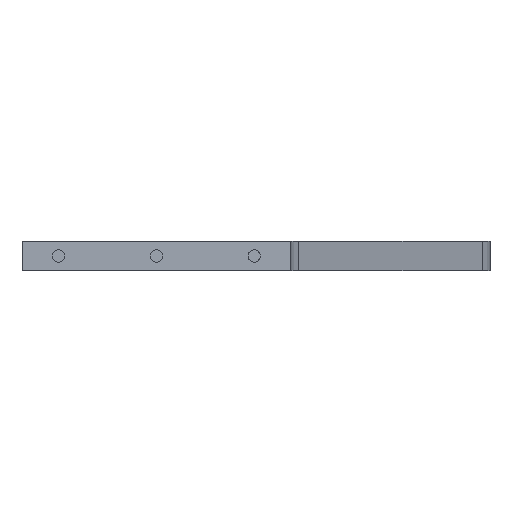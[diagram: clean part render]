
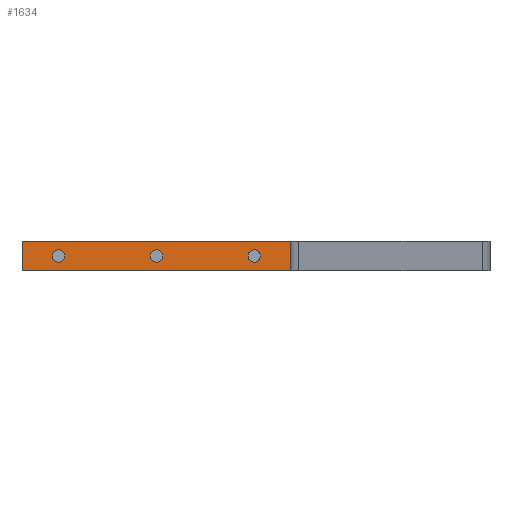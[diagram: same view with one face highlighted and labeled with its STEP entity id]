
A CAD part, front view. The second image highlights one B-rep face of the part: STEP entity #1634.
In plain terms, the highlighted planar face has unit normal (0, -1, 0).
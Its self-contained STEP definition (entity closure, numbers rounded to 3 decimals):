
#340 = EDGE_CURVE ( 'NONE', #1785, #1282, #2395, .T. ) ;
#364 = EDGE_LOOP ( 'NONE', ( #3962, #3963, #3964, #3965 ) ) ;
#518 = EDGE_LOOP ( 'NONE', ( #3960, #3961 ) ) ;
#519 = EDGE_LOOP ( 'NONE', ( #3958, #3959 ) ) ;
#520 = EDGE_LOOP ( 'NONE', ( #3956, #3957 ) ) ;
#750 = EDGE_CURVE ( 'NONE', #825, #827, #2187, .T. ) ;
#825 = VERTEX_POINT ( 'NONE', #5389 ) ;
#827 = VERTEX_POINT ( 'NONE', #5391 ) ;
#1037 = VERTEX_POINT ( 'NONE', #5529 ) ;
#1038 = VERTEX_POINT ( 'NONE', #5530 ) ;
#1041 = VERTEX_POINT ( 'NONE', #5533 ) ;
#1042 = VERTEX_POINT ( 'NONE', #5534 ) ;
#1045 = VERTEX_POINT ( 'NONE', #5537 ) ;
#1046 = VERTEX_POINT ( 'NONE', #5538 ) ;
#1185 = EDGE_CURVE ( 'NONE', #825, #1785, #1841, .T. ) ;
#1187 = EDGE_CURVE ( 'NONE', #1038, #1037, #1843, .T. ) ;
#1188 = EDGE_CURVE ( 'NONE', #1042, #1041, #1836, .T. ) ;
#1189 = EDGE_CURVE ( 'NONE', #1046, #1045, #1845, .T. ) ;
#1190 = EDGE_CURVE ( 'NONE', #827, #1282, #1846, .T. ) ;
#1282 = VERTEX_POINT ( 'NONE', #4817 ) ;
#1634 = ADVANCED_FACE ( 'NONE', ( #3713, #3717, #3715, #3716 ), #4135, .F. ) ;
#1785 = VERTEX_POINT ( 'NONE', #3188 ) ;
#1836 = CIRCLE ( 'NONE', #6074, 2.5 ) ;
#1841 = LINE ( 'NONE', #4728, #1842 ) ;
#1842 = VECTOR ( 'NONE', #4729, 1000. ) ;
#1843 = CIRCLE ( 'NONE', #6073, 2.5 ) ;
#1845 = CIRCLE ( 'NONE', #6075, 2.5 ) ;
#1846 = LINE ( 'NONE', #4739, #1849 ) ;
#1849 = VECTOR ( 'NONE', #4702, 1000. ) ;
#2022 = CARTESIAN_POINT ( 'NONE',  ( 0., 0., 0. ) ) ;
#2027 = DIRECTION ( 'NONE',  ( 1., 0., 0. ) ) ;
#2187 = LINE ( 'NONE', #5267, #2194 ) ;
#2194 = VECTOR ( 'NONE', #5272, 1000. ) ;
#2293 = EDGE_CURVE ( 'NONE', #1037, #1038, #3829, .T. ) ;
#2297 = EDGE_CURVE ( 'NONE', #1041, #1042, #3830, .T. ) ;
#2301 = EDGE_CURVE ( 'NONE', #1045, #1046, #3828, .T. ) ;
#2395 = LINE ( 'NONE', #2022, #2399 ) ;
#2399 = VECTOR ( 'NONE', #2027, 1000. ) ;
#3188 = CARTESIAN_POINT ( 'NONE',  ( 0., 0., 0. ) ) ;
#3216 = CARTESIAN_POINT ( 'NONE',  ( 95., 0., 6. ) ) ;
#3217 = DIRECTION ( 'NONE',  ( 0., -1., 0. ) ) ;
#3218 = DIRECTION ( 'NONE',  ( 0., 0., -1. ) ) ;
#3226 = CARTESIAN_POINT ( 'NONE',  ( 55., 0., 6. ) ) ;
#3227 = DIRECTION ( 'NONE',  ( 0., -1., 0. ) ) ;
#3228 = DIRECTION ( 'NONE',  ( 0., 0., -1. ) ) ;
#3236 = CARTESIAN_POINT ( 'NONE',  ( 15., 0., 6. ) ) ;
#3237 = DIRECTION ( 'NONE',  ( 0., -1., 0. ) ) ;
#3238 = DIRECTION ( 'NONE',  ( 0., 0., -1. ) ) ;
#3517 = AXIS2_PLACEMENT_3D ( 'NONE', #3226, #3227, #3228 ) ;
#3519 = AXIS2_PLACEMENT_3D ( 'NONE', #3236, #3237, #3238 ) ;
#3595 = AXIS2_PLACEMENT_3D ( 'NONE', #4134, #4127, #4136 ) ;
#3654 = AXIS2_PLACEMENT_3D ( 'NONE', #3216, #3217, #3218 ) ;
#3713 = FACE_BOUND ( 'NONE', #520, .T. ) ;
#3715 = FACE_BOUND ( 'NONE', #518, .T. ) ;
#3716 = FACE_OUTER_BOUND ( 'NONE', #364, .T. ) ;
#3717 = FACE_BOUND ( 'NONE', #519, .T. ) ;
#3828 = CIRCLE ( 'NONE', #3519, 2.5 ) ;
#3829 = CIRCLE ( 'NONE', #3654, 2.5 ) ;
#3830 = CIRCLE ( 'NONE', #3517, 2.5 ) ;
#3956 = ORIENTED_EDGE ( 'NONE', *, *, #1187, .F. ) ;
#3957 = ORIENTED_EDGE ( 'NONE', *, *, #2293, .F. ) ;
#3958 = ORIENTED_EDGE ( 'NONE', *, *, #1188, .F. ) ;
#3959 = ORIENTED_EDGE ( 'NONE', *, *, #2297, .F. ) ;
#3960 = ORIENTED_EDGE ( 'NONE', *, *, #1189, .F. ) ;
#3961 = ORIENTED_EDGE ( 'NONE', *, *, #2301, .F. ) ;
#3962 = ORIENTED_EDGE ( 'NONE', *, *, #340, .T. ) ;
#3963 = ORIENTED_EDGE ( 'NONE', *, *, #1190, .F. ) ;
#3964 = ORIENTED_EDGE ( 'NONE', *, *, #750, .F. ) ;
#3965 = ORIENTED_EDGE ( 'NONE', *, *, #1185, .T. ) ;
#4127 = DIRECTION ( 'NONE',  ( 0., 1., 0. ) ) ;
#4134 = CARTESIAN_POINT ( 'NONE',  ( 0., 0., 12. ) ) ;
#4135 = PLANE ( 'NONE',  #3595 ) ;
#4136 = DIRECTION ( 'NONE',  ( 0., 0., 1. ) ) ;
#4702 = DIRECTION ( 'NONE',  ( 0., 0., -1. ) ) ;
#4728 = CARTESIAN_POINT ( 'NONE',  ( 0., 0., 12. ) ) ;
#4729 = DIRECTION ( 'NONE',  ( 0., 0., -1. ) ) ;
#4733 = CARTESIAN_POINT ( 'NONE',  ( 95., 0., 6. ) ) ;
#4734 = DIRECTION ( 'NONE',  ( 0., -1., 0. ) ) ;
#4735 = DIRECTION ( 'NONE',  ( 0., 0., -1. ) ) ;
#4736 = CARTESIAN_POINT ( 'NONE',  ( 55., 0., 6. ) ) ;
#4737 = DIRECTION ( 'NONE',  ( 0., -1., 0. ) ) ;
#4738 = DIRECTION ( 'NONE',  ( 0., 0., -1. ) ) ;
#4739 = CARTESIAN_POINT ( 'NONE',  ( 110., 0., 12. ) ) ;
#4740 = CARTESIAN_POINT ( 'NONE',  ( 15., 0., 6. ) ) ;
#4741 = DIRECTION ( 'NONE',  ( 0., -1., 0. ) ) ;
#4742 = DIRECTION ( 'NONE',  ( 0., 0., -1. ) ) ;
#4817 = CARTESIAN_POINT ( 'NONE',  ( 110., 0., 0. ) ) ;
#5267 = CARTESIAN_POINT ( 'NONE',  ( 0., 0., 12. ) ) ;
#5272 = DIRECTION ( 'NONE',  ( 1., 0., 0. ) ) ;
#5389 = CARTESIAN_POINT ( 'NONE',  ( 0., 0., 12. ) ) ;
#5391 = CARTESIAN_POINT ( 'NONE',  ( 110., 0., 12. ) ) ;
#5529 = CARTESIAN_POINT ( 'NONE',  ( 95., 0., 8.5 ) ) ;
#5530 = CARTESIAN_POINT ( 'NONE',  ( 95., 0., 3.5 ) ) ;
#5533 = CARTESIAN_POINT ( 'NONE',  ( 55., 0., 8.5 ) ) ;
#5534 = CARTESIAN_POINT ( 'NONE',  ( 55., 0., 3.5 ) ) ;
#5537 = CARTESIAN_POINT ( 'NONE',  ( 15., 0., 8.5 ) ) ;
#5538 = CARTESIAN_POINT ( 'NONE',  ( 15., 0., 3.5 ) ) ;
#6073 = AXIS2_PLACEMENT_3D ( 'NONE', #4733, #4734, #4735 ) ;
#6074 = AXIS2_PLACEMENT_3D ( 'NONE', #4736, #4737, #4738 ) ;
#6075 = AXIS2_PLACEMENT_3D ( 'NONE', #4740, #4741, #4742 ) ;
